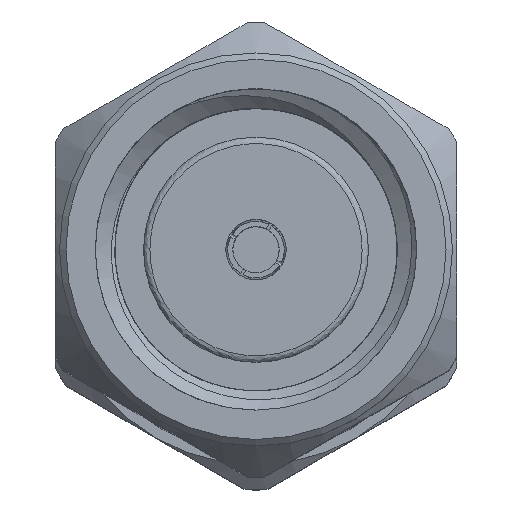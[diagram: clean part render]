
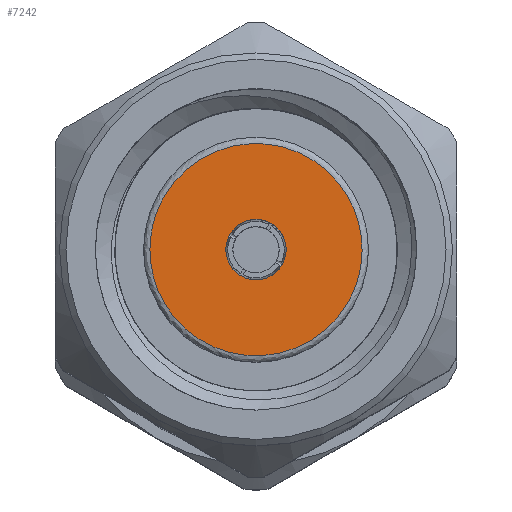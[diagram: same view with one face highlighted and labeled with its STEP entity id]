
A CAD part, top view. The second image highlights one B-rep face of the part: STEP entity #7242.
In plain terms, the highlighted face is planar.
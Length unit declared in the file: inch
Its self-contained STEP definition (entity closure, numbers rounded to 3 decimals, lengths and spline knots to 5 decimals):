
#219 = CARTESIAN_POINT ( 'NONE',  ( 0.11, 0.165, 0.0825 ) ) ;
#689 = ORIENTED_EDGE ( 'NONE', *, *, #2841, .F. ) ;
#957 = CARTESIAN_POINT ( 'NONE',  ( 0.11, -0.165, -0.0825 ) ) ;
#1506 = FACE_OUTER_BOUND ( 'NONE', #9413, .T. ) ;
#1768 = ORIENTED_EDGE ( 'NONE', *, *, #6283, .F. ) ;
#1987 =( BOUNDED_CURVE ( )  B_SPLINE_CURVE ( 3, ( #10960, #3922, #957, #5781 ),
 .UNSPECIFIED., .F., .F. ) 
 B_SPLINE_CURVE_WITH_KNOTS ( ( 4, 4 ),
 ( 0., 1. ),
 .UNSPECIFIED. ) 
 CURVE ( )  GEOMETRIC_REPRESENTATION_ITEM ( )  RATIONAL_B_SPLINE_CURVE ( ( 1., 0.333, 0.333, 1. ) ) 
 REPRESENTATION_ITEM ( '' )  );
#2630 = DIRECTION ( 'NONE',  ( 0., 0., -1. ) ) ;
#2841 = EDGE_CURVE ( 'NONE', #7348, #6805, #1987, .T. ) ;
#3055 = CARTESIAN_POINT ( 'NONE',  ( 0.11, 0.165, -0.0825 ) ) ;
#3101 = CARTESIAN_POINT ( 'NONE',  ( 0.11, 0., -0.0825 ) ) ;
#3174 = CARTESIAN_POINT ( 'NONE',  ( 0.11, 0., -0.0825 ) ) ;
#3247 = ORIENTED_EDGE ( 'NONE', *, *, #6555, .F. ) ;
#3922 = CARTESIAN_POINT ( 'NONE',  ( 0.11, -0.165, 0.0825 ) ) ;
#4201 = DIRECTION ( 'NONE',  ( 0., 0., -1. ) ) ;
#4796 = EDGE_LOOP ( 'NONE', ( #1768 ) ) ;
#5264 = CARTESIAN_POINT ( 'NONE',  ( 0.11, 0., -0.0235 ) ) ;
#5317 = FACE_BOUND ( 'NONE', #4796, .T. ) ;
#5781 = CARTESIAN_POINT ( 'NONE',  ( 0.11, 0., -0.0825 ) ) ;
#5820 =( BOUNDED_CURVE ( )  B_SPLINE_CURVE ( 3, ( #3174, #3055, #219, #10551 ),
 .UNSPECIFIED., .F., .F. ) 
 B_SPLINE_CURVE_WITH_KNOTS ( ( 4, 4 ),
 ( 0., 1. ),
 .UNSPECIFIED. ) 
 CURVE ( )  GEOMETRIC_REPRESENTATION_ITEM ( )  RATIONAL_B_SPLINE_CURVE ( ( 1., 0.333, 0.333, 1. ) ) 
 REPRESENTATION_ITEM ( '' )  );
#6195 = CARTESIAN_POINT ( 'NONE',  ( 0.11, 0., 0. ) ) ;
#6283 = EDGE_CURVE ( 'NONE', #6323, #6323, #11610, .T. ) ;
#6323 = VERTEX_POINT ( 'NONE', #5264 ) ;
#6555 = EDGE_CURVE ( 'NONE', #6805, #7348, #5820, .T. ) ;
#6805 = VERTEX_POINT ( 'NONE', #3101 ) ;
#7242 = ADVANCED_FACE ( 'NONE', ( #5317, #1506 ), #8905, .F. ) ;
#7348 = VERTEX_POINT ( 'NONE', #9930 ) ;
#8905 = PLANE ( 'NONE',  #10087 ) ;
#9413 = EDGE_LOOP ( 'NONE', ( #3247, #689 ) ) ;
#9707 = AXIS2_PLACEMENT_3D ( 'NONE', #10130, #10325, #4201 ) ;
#9930 = CARTESIAN_POINT ( 'NONE',  ( 0.11, 0., 0.0825 ) ) ;
#10087 = AXIS2_PLACEMENT_3D ( 'NONE', #6195, #10662, #2630 ) ;
#10130 = CARTESIAN_POINT ( 'NONE',  ( 0.11, 0., 0. ) ) ;
#10325 = DIRECTION ( 'NONE',  ( -1., 0., 0. ) ) ;
#10551 = CARTESIAN_POINT ( 'NONE',  ( 0.11, 0., 0.0825 ) ) ;
#10662 = DIRECTION ( 'NONE',  ( 1., 0., 0. ) ) ;
#10960 = CARTESIAN_POINT ( 'NONE',  ( 0.11, 0., 0.0825 ) ) ;
#11610 = CIRCLE ( 'NONE', #9707, 0.0235 ) ;
